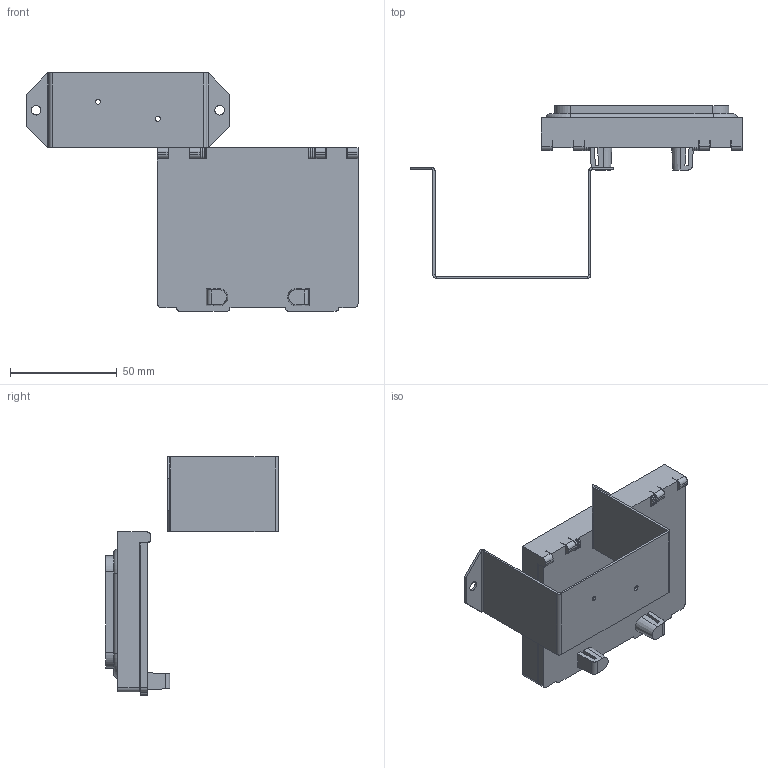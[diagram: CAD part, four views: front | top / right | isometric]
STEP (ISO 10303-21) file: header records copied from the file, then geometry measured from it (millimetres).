
FILE_DESCRIPTION (( 'STEP AP203' ), '1' );
FILE_NAME ('34953A.STEP', '2021-03-25T07:29:36', ( '' ), ( '' ), 'SwSTEP 2.0', 'SolidWorks 2020', '' );
FILE_SCHEMA (( 'CONFIG_CONTROL_DESIGN' ));
Length unit declared in the file: millimetre
Products named in the file (5): 34953A; 42588A_Standard; P_35130C_1; P_35130C_3; P_35130C_2
Assembly tree (4 placements, depth 3):
  34953A
    P_35130C_1
      P_35130C_2
      P_35130C_3
    42588A_Standard
Bounding box: 155.62 x 81.03 x 111.66 mm (x, y, z)
Volume: 68835.7 mm3; surface area: 52611.4 mm2
Topology: 3 solids, 3 shells, 229 faces, 627 edges, 396 vertices
Faces by surface type: plane 136, cylinder 74, torus 16, cone 3
Entity records: 7780 total; most frequent: DIRECTION 1281, CARTESIAN_POINT 1272, ORIENTED_EDGE 1254, EDGE_CURVE 627, VECTOR 439, LINE 439, AXIS2_PLACEMENT_3D 421, VERTEX_POINT 396
